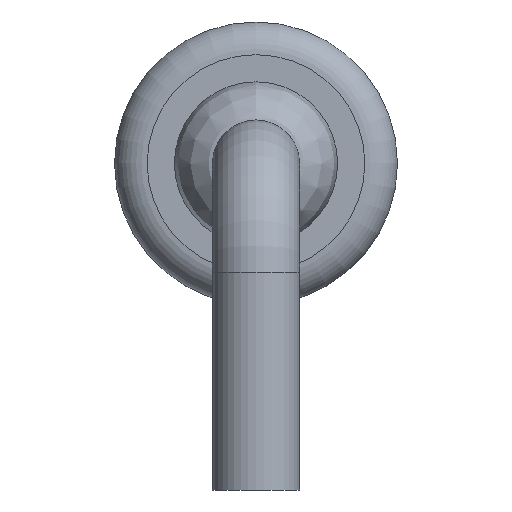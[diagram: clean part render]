
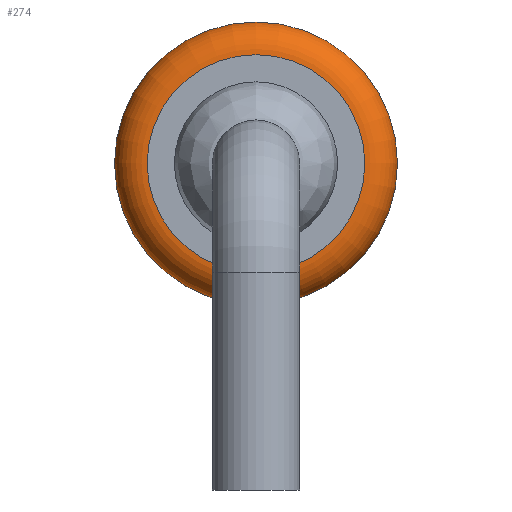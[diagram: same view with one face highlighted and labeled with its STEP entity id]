
A CAD part, left-side view. The second image highlights one B-rep face of the part: STEP entity #274.
In plain terms, the highlighted toroidal (fillet/blend) face has major radius 1 mm and minor radius 0.3 mm.
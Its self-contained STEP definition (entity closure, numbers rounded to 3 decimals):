
#41=TOROIDAL_SURFACE('',#331,1.,0.3);
#56=FACE_OUTER_BOUND('',#80,.T.);
#80=EDGE_LOOP('',(#225,#226,#227,#228,#229));
#118=CIRCLE('',#332,1.3);
#119=CIRCLE('',#333,0.3);
#120=CIRCLE('',#334,1.);
#121=CIRCLE('',#335,1.3);
#143=VERTEX_POINT('',#534);
#144=VERTEX_POINT('',#535);
#145=VERTEX_POINT('',#537);
#172=EDGE_CURVE('',#143,#144,#118,.T.);
#173=EDGE_CURVE('',#144,#145,#119,.T.);
#174=EDGE_CURVE('',#145,#145,#120,.T.);
#175=EDGE_CURVE('',#144,#143,#121,.T.);
#225=ORIENTED_EDGE('',*,*,#172,.T.);
#226=ORIENTED_EDGE('',*,*,#173,.T.);
#227=ORIENTED_EDGE('',*,*,#174,.T.);
#228=ORIENTED_EDGE('',*,*,#173,.F.);
#229=ORIENTED_EDGE('',*,*,#175,.T.);
#274=ADVANCED_FACE('',(#56),#41,.T.);
#331=AXIS2_PLACEMENT_3D('',#533,#414,#415);
#332=AXIS2_PLACEMENT_3D('',#536,#416,#417);
#333=AXIS2_PLACEMENT_3D('',#538,#418,#419);
#334=AXIS2_PLACEMENT_3D('',#539,#420,#421);
#335=AXIS2_PLACEMENT_3D('',#540,#422,#423);
#414=DIRECTION('center_axis',(1.,0.,0.));
#415=DIRECTION('ref_axis',(0.,0.,-1.));
#416=DIRECTION('center_axis',(-1.,0.,0.));
#417=DIRECTION('ref_axis',(0.,1.,0.));
#418=DIRECTION('center_axis',(0.,-1.,0.));
#419=DIRECTION('ref_axis',(0.,0.,1.));
#420=DIRECTION('center_axis',(1.,0.,0.));
#421=DIRECTION('ref_axis',(0.,1.,0.));
#422=DIRECTION('center_axis',(-1.,0.,0.));
#423=DIRECTION('ref_axis',(0.,1.,0.));
#533=CARTESIAN_POINT('Origin',(3.4,0.,3.));
#534=CARTESIAN_POINT('',(3.4,-1.3,3.));
#535=CARTESIAN_POINT('',(3.4,0.,4.3));
#536=CARTESIAN_POINT('Origin',(3.4,0.,3.));
#537=CARTESIAN_POINT('',(3.1,0.,4.));
#538=CARTESIAN_POINT('Origin',(3.4,0.,4.));
#539=CARTESIAN_POINT('Origin',(3.1,0.,3.));
#540=CARTESIAN_POINT('Origin',(3.4,0.,3.));
